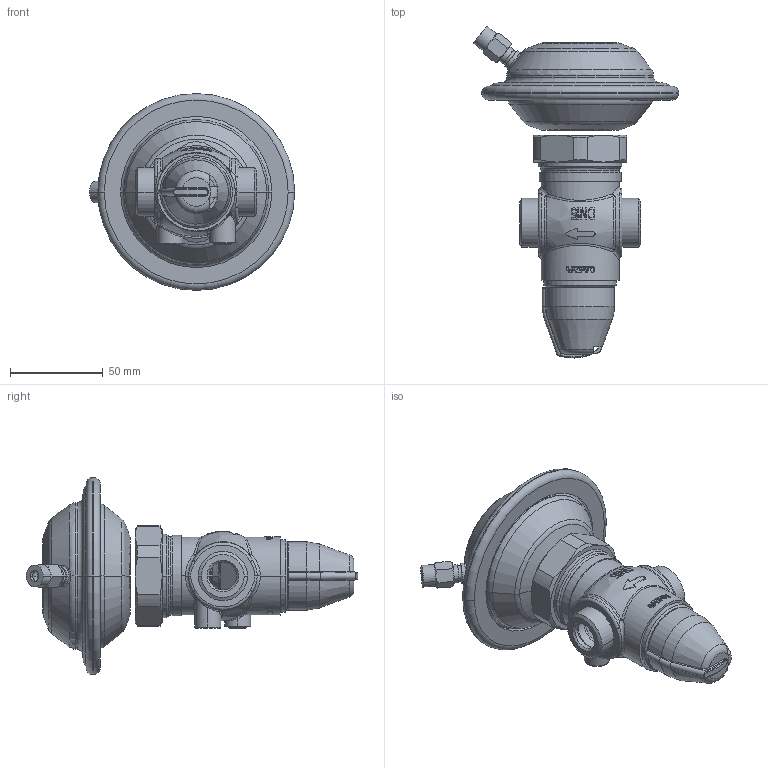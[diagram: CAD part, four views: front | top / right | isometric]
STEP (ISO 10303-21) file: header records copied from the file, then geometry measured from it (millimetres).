
FILE_DESCRIPTION((''),'2;1');
FILE_NAME('003H6411','2015-03-06T',('u317927'),('Danfoss'),'PRO/ENGINEER BY PARAMETRIC TECHNOLOGY CORPORATION, 2014000','PRO/ENGINEER BY PARAMETRIC TECHNOLOGY CORPORATION, 2014000','');
FILE_SCHEMA(('CONFIG_CONTROL_DESIGN'));
Products named in the file (1): 003H6411
Bounding box: 110.52 x 178.76 x 106 mm (x, y, z)
Volume: 165355.4 mm3; surface area: 104353.5 mm2
Topology: 3 solids, 3 shells, 1242 faces, 3059 edges, 1898 vertices
Faces by surface type: plane 568, cylinder 257, cone 150, bspline 139, torus 118, sphere 10
Entity records: 48707 total; most frequent: CARTESIAN_POINT 21018, ORIENTED_EDGE 6106, DIRECTION 5312, EDGE_CURVE 3053, AXIS2_PLACEMENT_3D 2131, VERTEX_POINT 1898, EDGE_LOOP 1343, FACE_OUTER_BOUND 1242
